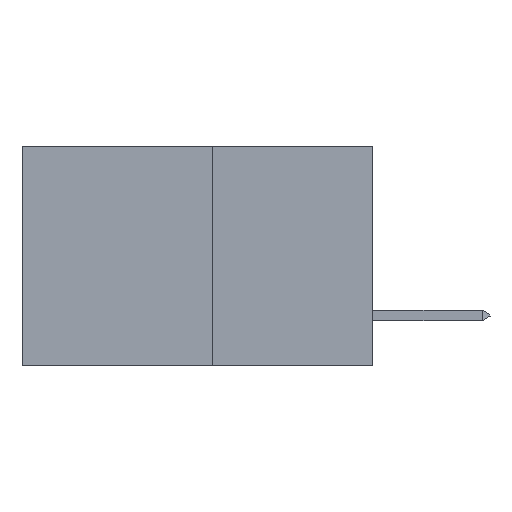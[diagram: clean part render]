
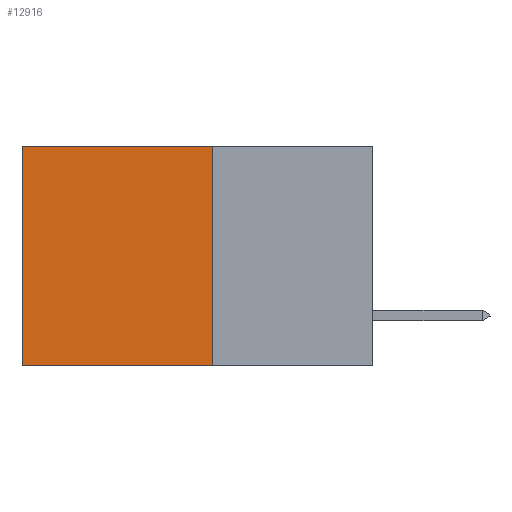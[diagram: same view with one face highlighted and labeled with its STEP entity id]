
A CAD part, left-side view. The second image highlights one B-rep face of the part: STEP entity #12916.
In plain terms, the highlighted planar face has unit normal (-1, 0, 0).
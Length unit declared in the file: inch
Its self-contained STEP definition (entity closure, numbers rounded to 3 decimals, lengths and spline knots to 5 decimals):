
#328 = PLANE ( 'NONE',  #26737 ) ;
#1912 = VECTOR ( 'NONE', #5183, 39.37008 ) ;
#2023 = CARTESIAN_POINT ( 'NONE',  ( 0.277, 0.27, 0. ) ) ;
#2726 = DIRECTION ( 'NONE',  ( 1., 0., 0. ) ) ;
#2731 = ORIENTED_EDGE ( 'NONE', *, *, #8756, .F. ) ;
#4269 = CARTESIAN_POINT ( 'NONE',  ( 0.277, 0.59, 0. ) ) ;
#5183 = DIRECTION ( 'NONE',  ( 0., 0., -1. ) ) ;
#7158 = LINE ( 'NONE', #8451, #19083 ) ;
#7279 = VERTEX_POINT ( 'NONE', #2023 ) ;
#7945 = VERTEX_POINT ( 'NONE', #4269 ) ;
#7965 = VECTOR ( 'NONE', #21892, 39.37008 ) ;
#8295 = LINE ( 'NONE', #29029, #1912 ) ;
#8451 = CARTESIAN_POINT ( 'NONE',  ( 0.277, 0.59, -0.37 ) ) ;
#8756 = EDGE_CURVE ( 'NONE', #7279, #28477, #8295, .T. ) ;
#9009 = EDGE_CURVE ( 'NONE', #7945, #26475, #7158, .T. ) ;
#10368 = ORIENTED_EDGE ( 'NONE', *, *, #23111, .F. ) ;
#12916 = ADVANCED_FACE ( 'NONE', ( #16262 ), #328, .F. ) ;
#13604 = CARTESIAN_POINT ( 'NONE',  ( 0.277, 0.59, -0.37 ) ) ;
#16262 = FACE_OUTER_BOUND ( 'NONE', #21608, .T. ) ;
#17025 = CARTESIAN_POINT ( 'NONE',  ( 0.277, 0.27, -0.37 ) ) ;
#17347 = VECTOR ( 'NONE', #28788, 39.37008 ) ;
#19083 = VECTOR ( 'NONE', #22698, 39.37008 ) ;
#19423 = DIRECTION ( 'NONE',  ( 0., 0., -1. ) ) ;
#19446 = ORIENTED_EDGE ( 'NONE', *, *, #9009, .T. ) ;
#19492 = CARTESIAN_POINT ( 'NONE',  ( 0.277, 0.27, -0.37 ) ) ;
#20417 = ORIENTED_EDGE ( 'NONE', *, *, #27891, .T. ) ;
#21081 = CARTESIAN_POINT ( 'NONE',  ( 0.277, 0.27, -0.37 ) ) ;
#21608 = EDGE_LOOP ( 'NONE', ( #19446, #10368, #2731, #20417 ) ) ;
#21892 = DIRECTION ( 'NONE',  ( 0., 1., 0. ) ) ;
#22698 = DIRECTION ( 'NONE',  ( 0., 0., -1. ) ) ;
#23111 = EDGE_CURVE ( 'NONE', #28477, #26475, #27044, .T. ) ;
#26398 = CARTESIAN_POINT ( 'NONE',  ( 0.277, 0.27, 0. ) ) ;
#26475 = VERTEX_POINT ( 'NONE', #13604 ) ;
#26737 = AXIS2_PLACEMENT_3D ( 'NONE', #17025, #2726, #19423 ) ;
#27044 = LINE ( 'NONE', #19492, #7965 ) ;
#27891 = EDGE_CURVE ( 'NONE', #7279, #7945, #30107, .T. ) ;
#28477 = VERTEX_POINT ( 'NONE', #21081 ) ;
#28788 = DIRECTION ( 'NONE',  ( 0., 1., 0. ) ) ;
#29029 = CARTESIAN_POINT ( 'NONE',  ( 0.277, 0.27, -0.37 ) ) ;
#30107 = LINE ( 'NONE', #26398, #17347 ) ;
